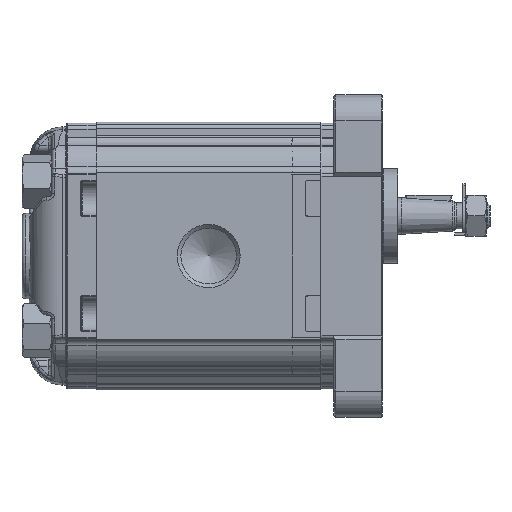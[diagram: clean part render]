
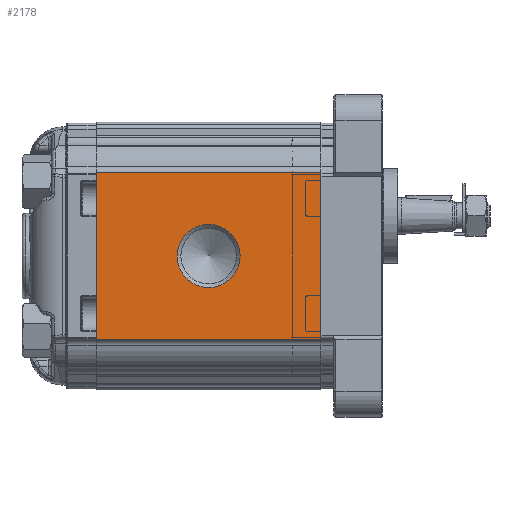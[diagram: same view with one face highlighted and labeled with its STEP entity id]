
A CAD part, left-side view. The second image highlights one B-rep face of the part: STEP entity #2178.
In plain terms, the highlighted planar face has unit normal (-1, 0, 0).
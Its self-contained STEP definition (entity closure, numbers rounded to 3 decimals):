
#2178 = ADVANCED_FACE( '', ( #5522, #5523 ), #5524, .T. );
#5522 = FACE_BOUND( '', #10914, .T. );
#5523 = FACE_OUTER_BOUND( '', #10915, .T. );
#5524 = PLANE( '', #10916 );
#10914 = EDGE_LOOP( '', ( #19695 ) );
#10915 = EDGE_LOOP( '', ( #19696, #19697, #19698, #19699 ) );
#10916 = AXIS2_PLACEMENT_3D( '', #19700, #19701, #19702 );
#19695 = ORIENTED_EDGE( '', *, *, #31242, .F. );
#19696 = ORIENTED_EDGE( '', *, *, #31243, .T. );
#19697 = ORIENTED_EDGE( '', *, *, #31244, .T. );
#19698 = ORIENTED_EDGE( '', *, *, #30502, .T. );
#19699 = ORIENTED_EDGE( '', *, *, #31245, .F. );
#19700 = CARTESIAN_POINT( '', ( -33., 132.376, 48.138 ) );
#19701 = DIRECTION( '', ( -1., 0., 0. ) );
#19702 = DIRECTION( '', ( 0., 0., 1. ) );
#30502 = EDGE_CURVE( '', #36188, #36189, #36190, .F. );
#31242 = EDGE_CURVE( '', #37412, #37412, #37413, .F. );
#31243 = EDGE_CURVE( '', #37414, #37415, #37416, .T. );
#31244 = EDGE_CURVE( '', #37415, #36188, #37417, .T. );
#31245 = EDGE_CURVE( '', #37414, #36189, #37418, .T. );
#36188 = VERTEX_POINT( '', #45158 );
#36189 = VERTEX_POINT( '', #45159 );
#36190 = LINE( '', #45160, #45161 );
#37412 = VERTEX_POINT( '', #47850 );
#37413 = CIRCLE( '', #47851, 8.475 );
#37414 = VERTEX_POINT( '', #47852 );
#37415 = VERTEX_POINT( '', #47853 );
#37416 = LINE( '', #47854, #47855 );
#37417 = LINE( '', #47856, #47857 );
#37418 = LINE( '', #47858, #47859 );
#45158 = CARTESIAN_POINT( '', ( -33., 0., 22.5 ) );
#45159 = CARTESIAN_POINT( '', ( -33., 60.5, 22.5 ) );
#45160 = CARTESIAN_POINT( '', ( -33., 60.5, 22.5 ) );
#45161 = VECTOR( '', #57875, 1000. );
#47850 = CARTESIAN_POINT( '', ( -33., 30.25, -8.475 ) );
#47851 = AXIS2_PLACEMENT_3D( '', #58820, #58821, #58822 );
#47852 = CARTESIAN_POINT( '', ( -33., 60.5, -22.5 ) );
#47853 = CARTESIAN_POINT( '', ( -33., 0., -22.5 ) );
#47854 = CARTESIAN_POINT( '', ( -33., 60.5, -22.5 ) );
#47855 = VECTOR( '', #58823, 1000. );
#47856 = CARTESIAN_POINT( '', ( -33., 0., -21.711 ) );
#47857 = VECTOR( '', #58824, 1000. );
#47858 = CARTESIAN_POINT( '', ( -33., 60.5, -21.711 ) );
#47859 = VECTOR( '', #58825, 1000. );
#57875 = DIRECTION( '', ( 0., -1., 0. ) );
#58820 = CARTESIAN_POINT( '', ( -33., 30.25, 0. ) );
#58821 = DIRECTION( '', ( 1., 0., 0. ) );
#58822 = DIRECTION( '', ( 0., 0., -1. ) );
#58823 = DIRECTION( '', ( 0., -1., 0. ) );
#58824 = DIRECTION( '', ( 0., 0., 1. ) );
#58825 = DIRECTION( '', ( 0., 0., 1. ) );
